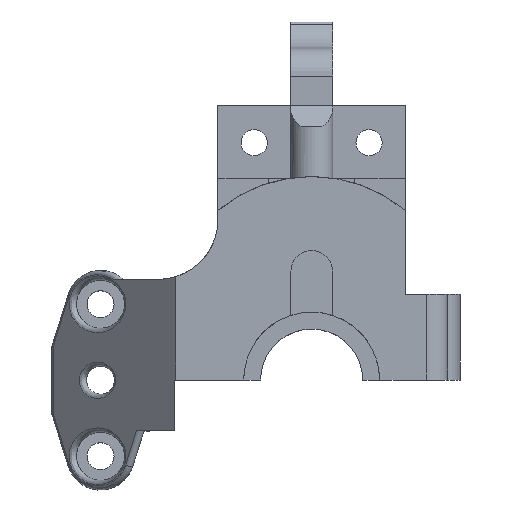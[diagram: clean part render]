
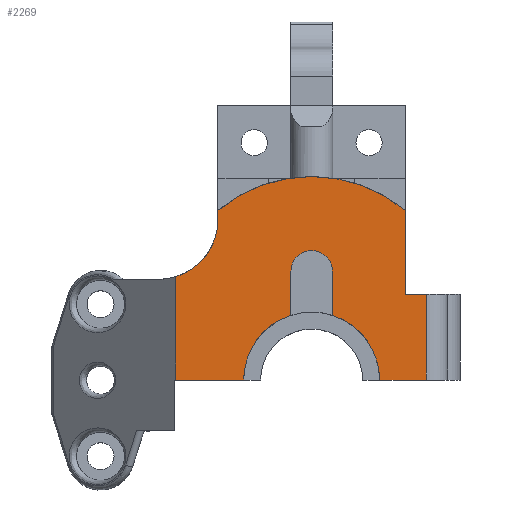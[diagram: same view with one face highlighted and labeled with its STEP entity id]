
A CAD part, top view. The second image highlights one B-rep face of the part: STEP entity #2269.
In plain terms, the highlighted planar face has unit normal (0, 0, 1).
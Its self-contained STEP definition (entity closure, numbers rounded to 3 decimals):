
#79=PLANE('',#2415);
#153=FACE_OUTER_BOUND('',#280,.T.);
#280=EDGE_LOOP('',(#1555,#1556,#1557,#1558,#1559,#1560,#1561,#1562,#1563,
#1564,#1565,#1566,#1567,#1568,#1569));
#436=LINE('',#3391,#656);
#438=LINE('',#3399,#658);
#440=LINE('',#3405,#660);
#441=LINE('',#3409,#661);
#442=LINE('',#3413,#662);
#443=LINE('',#3415,#663);
#444=LINE('',#3419,#664);
#445=LINE('',#3423,#665);
#446=LINE('',#3427,#666);
#447=LINE('',#3428,#667);
#656=VECTOR('',#2674,10.);
#658=VECTOR('',#2682,10.);
#660=VECTOR('',#2688,10.);
#661=VECTOR('',#2691,10.);
#662=VECTOR('',#2694,10.);
#663=VECTOR('',#2695,10.);
#664=VECTOR('',#2698,10.);
#665=VECTOR('',#2701,10.);
#666=VECTOR('',#2704,10.);
#667=VECTOR('',#2705,10.);
#868=CIRCLE('',#2416,17.3);
#869=CIRCLE('',#2417,7.);
#870=CIRCLE('',#2418,8.05);
#871=CIRCLE('',#2419,2.45);
#872=CIRCLE('',#2420,8.05);
#971=VERTEX_POINT('',#3388);
#972=VERTEX_POINT('',#3390);
#975=VERTEX_POINT('',#3398);
#977=VERTEX_POINT('',#3404);
#978=VERTEX_POINT('',#3406);
#979=VERTEX_POINT('',#3408);
#980=VERTEX_POINT('',#3410);
#981=VERTEX_POINT('',#3412);
#982=VERTEX_POINT('',#3414);
#983=VERTEX_POINT('',#3416);
#984=VERTEX_POINT('',#3418);
#985=VERTEX_POINT('',#3420);
#986=VERTEX_POINT('',#3422);
#987=VERTEX_POINT('',#3424);
#988=VERTEX_POINT('',#3426);
#1198=EDGE_CURVE('',#971,#972,#436,.T.);
#1202=EDGE_CURVE('',#972,#975,#438,.T.);
#1205=EDGE_CURVE('',#971,#977,#440,.T.);
#1206=EDGE_CURVE('',#977,#978,#868,.T.);
#1207=EDGE_CURVE('',#978,#979,#441,.T.);
#1208=EDGE_CURVE('',#980,#979,#869,.T.);
#1209=EDGE_CURVE('',#980,#981,#442,.T.);
#1210=EDGE_CURVE('',#981,#982,#443,.T.);
#1211=EDGE_CURVE('',#982,#983,#870,.F.);
#1212=EDGE_CURVE('',#984,#983,#444,.T.);
#1213=EDGE_CURVE('',#985,#984,#871,.T.);
#1214=EDGE_CURVE('',#986,#985,#445,.T.);
#1215=EDGE_CURVE('',#986,#987,#872,.F.);
#1216=EDGE_CURVE('',#987,#988,#446,.T.);
#1217=EDGE_CURVE('',#988,#975,#447,.T.);
#1555=ORIENTED_EDGE('',*,*,#1202,.F.);
#1556=ORIENTED_EDGE('',*,*,#1198,.F.);
#1557=ORIENTED_EDGE('',*,*,#1205,.T.);
#1558=ORIENTED_EDGE('',*,*,#1206,.T.);
#1559=ORIENTED_EDGE('',*,*,#1207,.T.);
#1560=ORIENTED_EDGE('',*,*,#1208,.F.);
#1561=ORIENTED_EDGE('',*,*,#1209,.T.);
#1562=ORIENTED_EDGE('',*,*,#1210,.T.);
#1563=ORIENTED_EDGE('',*,*,#1211,.T.);
#1564=ORIENTED_EDGE('',*,*,#1212,.F.);
#1565=ORIENTED_EDGE('',*,*,#1213,.F.);
#1566=ORIENTED_EDGE('',*,*,#1214,.F.);
#1567=ORIENTED_EDGE('',*,*,#1215,.T.);
#1568=ORIENTED_EDGE('',*,*,#1216,.T.);
#1569=ORIENTED_EDGE('',*,*,#1217,.T.);
#2269=ADVANCED_FACE('',(#153),#79,.F.);
#2415=AXIS2_PLACEMENT_3D('',#3403,#2686,#2687);
#2416=AXIS2_PLACEMENT_3D('',#3407,#2689,#2690);
#2417=AXIS2_PLACEMENT_3D('',#3411,#2692,#2693);
#2418=AXIS2_PLACEMENT_3D('',#3417,#2696,#2697);
#2419=AXIS2_PLACEMENT_3D('',#3421,#2699,#2700);
#2420=AXIS2_PLACEMENT_3D('',#3425,#2702,#2703);
#2674=DIRECTION('',(1.,0.,0.));
#2682=DIRECTION('',(0.,-1.,0.));
#2686=DIRECTION('center_axis',(0.,0.,
-1.));
#2687=DIRECTION('ref_axis',(-1.,0.,0.));
#2688=DIRECTION('',(0.,1.,0.));
#2689=DIRECTION('center_axis',(0.,0.,
1.));
#2690=DIRECTION('ref_axis',(-0.638,0.77,0.));
#2691=DIRECTION('',(0.,-1.,0.));
#2692=DIRECTION('center_axis',(0.,0.,
1.));
#2693=DIRECTION('ref_axis',(0.707,-0.707,0.));
#2694=DIRECTION('',(0.,-1.,0.));
#2695=DIRECTION('',(1.,0.,0.));
#2696=DIRECTION('center_axis',(0.,0.,
1.));
#2697=DIRECTION('ref_axis',(0.978,0.208,0.));
#2698=DIRECTION('',(0.,-1.,0.));
#2699=DIRECTION('center_axis',(0.,0.,
1.));
#2700=DIRECTION('ref_axis',(1.,0.,0.));
#2701=DIRECTION('',(0.,1.,0.));
#2702=DIRECTION('center_axis',(0.,0.,
1.));
#2703=DIRECTION('ref_axis',(0.978,0.208,0.));
#2704=DIRECTION('',(1.,0.,0.));
#2705=DIRECTION('',(1.,0.,0.));
#3388=CARTESIAN_POINT('',(11.182,42.65,-11.807));
#3390=CARTESIAN_POINT('',(13.682,42.65,-11.807));
#3391=CARTESIAN_POINT('',(11.182,42.65,-11.807));
#3398=CARTESIAN_POINT('',(13.682,32.5,-11.807));
#3399=CARTESIAN_POINT('',(13.682,34.288,-11.807));
#3403=CARTESIAN_POINT('Origin',(0.082,32.5,-11.807));
#3404=CARTESIAN_POINT('',(11.182,52.57,-11.807));
#3405=CARTESIAN_POINT('',(11.182,49.827,-11.807));
#3406=CARTESIAN_POINT('',(-11.018,52.57,-11.807));
#3407=CARTESIAN_POINT('Origin',(0.082,39.3,-11.807));
#3408=CARTESIAN_POINT('',(-11.018,51.445,-11.807));
#3409=CARTESIAN_POINT('',(-11.018,22.422,-11.807));
#3410=CARTESIAN_POINT('',(-16.018,44.737,-11.807));
#3411=CARTESIAN_POINT('Origin',(-18.018,51.445,-11.807));
#3412=CARTESIAN_POINT('',(-16.018,32.5,-11.807));
#3413=CARTESIAN_POINT('',(-16.018,38.618,-11.807));
#3414=CARTESIAN_POINT('',(-7.968,32.5,-11.807));
#3415=CARTESIAN_POINT('',(-7.968,32.5,-11.807));
#3416=CARTESIAN_POINT('',(-2.368,40.168,-11.807));
#3417=CARTESIAN_POINT('Origin',(0.082,32.5,-11.807));
#3418=CARTESIAN_POINT('',(-2.368,45.4,-11.807));
#3419=CARTESIAN_POINT('',(-2.368,38.95,-11.807));
#3420=CARTESIAN_POINT('',(2.532,45.4,-11.807));
#3421=CARTESIAN_POINT('Origin',(0.082,45.4,-11.807));
#3422=CARTESIAN_POINT('',(2.532,40.168,-11.807));
#3423=CARTESIAN_POINT('',(2.532,35.7,-11.807));
#3424=CARTESIAN_POINT('',(8.132,32.5,-11.807));
#3425=CARTESIAN_POINT('Origin',(0.082,32.5,-11.807));
#3426=CARTESIAN_POINT('',(11.182,32.5,-11.807));
#3427=CARTESIAN_POINT('',(-7.968,32.5,-11.807));
#3428=CARTESIAN_POINT('',(11.182,32.5,-11.807));
